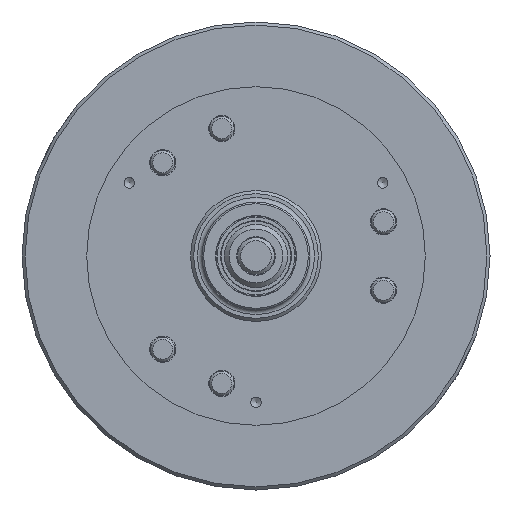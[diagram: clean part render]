
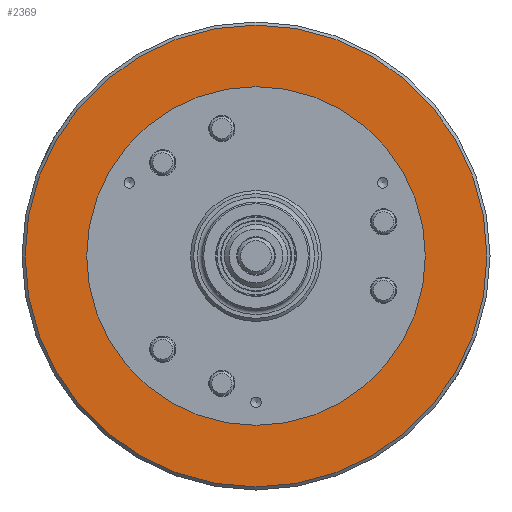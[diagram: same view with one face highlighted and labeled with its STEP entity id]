
A CAD part, left-side view. The second image highlights one B-rep face of the part: STEP entity #2369.
In plain terms, the highlighted planar face has unit normal (-1, 0, 0).
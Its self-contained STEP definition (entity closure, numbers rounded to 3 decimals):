
#17 = DIRECTION ( 'NONE',  ( 0., 0., -1. ) ) ;
#599 = FACE_OUTER_BOUND ( 'NONE', #5847, .T. ) ;
#1099 = DIRECTION ( 'NONE',  ( -1., 0., 0. ) ) ;
#1770 = DIRECTION ( 'NONE',  ( -1., 0., 0. ) ) ;
#2369 = ADVANCED_FACE ( 'NONE', ( #599, #4393 ), #8207, .F. ) ;
#3454 = DIRECTION ( 'NONE',  ( 1., 0., 0. ) ) ;
#3459 = AXIS2_PLACEMENT_3D ( 'NONE', #4913, #1099, #9672 ) ;
#4393 = FACE_BOUND ( 'NONE', #4461, .T. ) ;
#4461 = EDGE_LOOP ( 'NONE', ( #7039 ) ) ;
#4823 = CARTESIAN_POINT ( 'NONE',  ( 0., 0., -150. ) ) ;
#4913 = CARTESIAN_POINT ( 'NONE',  ( 0., 0., 0. ) ) ;
#5123 = AXIS2_PLACEMENT_3D ( 'NONE', #12150, #1770, #17 ) ;
#5668 = CARTESIAN_POINT ( 'NONE',  ( 0., 0., 110. ) ) ;
#5775 = VERTEX_POINT ( 'NONE', #5668 ) ;
#5847 = EDGE_LOOP ( 'NONE', ( #8380 ) ) ;
#7039 = ORIENTED_EDGE ( 'NONE', *, *, #11458, .F. ) ;
#7270 = DIRECTION ( 'NONE',  ( 0., 0., -1. ) ) ;
#8207 = PLANE ( 'NONE',  #9285 ) ;
#8240 = EDGE_CURVE ( 'NONE', #11484, #11484, #10509, .T. ) ;
#8380 = ORIENTED_EDGE ( 'NONE', *, *, #8240, .T. ) ;
#8852 = CIRCLE ( 'NONE', #3459, 110. ) ;
#9285 = AXIS2_PLACEMENT_3D ( 'NONE', #12020, #3454, #7270 ) ;
#9672 = DIRECTION ( 'NONE',  ( 0., 0., 1. ) ) ;
#10509 = CIRCLE ( 'NONE', #5123, 150. ) ;
#11458 = EDGE_CURVE ( 'NONE', #5775, #5775, #8852, .T. ) ;
#11484 = VERTEX_POINT ( 'NONE', #4823 ) ;
#12020 = CARTESIAN_POINT ( 'NONE',  ( 0., 110., 0. ) ) ;
#12150 = CARTESIAN_POINT ( 'NONE',  ( 0., 0., 0. ) ) ;
